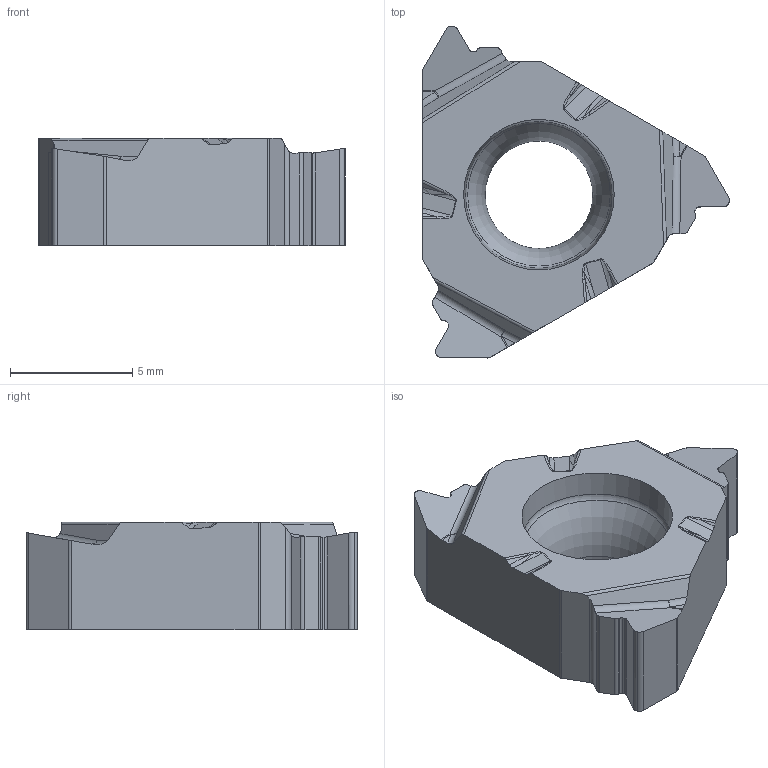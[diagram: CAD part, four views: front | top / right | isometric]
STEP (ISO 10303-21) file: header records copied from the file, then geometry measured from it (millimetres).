
FILE_DESCRIPTION(/* description */ (''),/* implementation_level */ '2;1');
FILE_NAME(/* name */ '1580974367221.stp',/* time_stamp */ '2020-02-06T13:02:57+06:00',/* author */ (''),/* organization */ ('SMS'),/* preprocessor_version */ 'ST-DEVELOPER v16.7',/* originating_system */ 'SIEMENS PLM Software NX 12.0',/* authorisation */ '');
FILE_SCHEMA (('AUTOMOTIVE_DESIGN { 1 0 10303 214 3 1 1 1 }'));
Length unit declared in the file: millimetre
Products named in the file (1): 202479011mod000_00
Bounding box: 12.56 x 13.57 x 4.39 mm (x, y, z)
Volume: 352.9 mm3; surface area: 418.9 mm2
Topology: 1 solids, 1 shells, 120 faces, 332 edges, 213 vertices
Faces by surface type: cylinder 49, plane 47, extrusion 9, bspline 9, sphere 3, torus 2, cone 1
Full cylindrical faces by diameter (mm): 4.4 x1
Entity records: 4758 total; most frequent: CARTESIAN_POINT 1668, ORIENTED_EDGE 646, DIRECTION 628, EDGE_CURVE 323, AXIS2_PLACEMENT_3D 215, VERTEX_POINT 209, VECTOR 198, LINE 189
